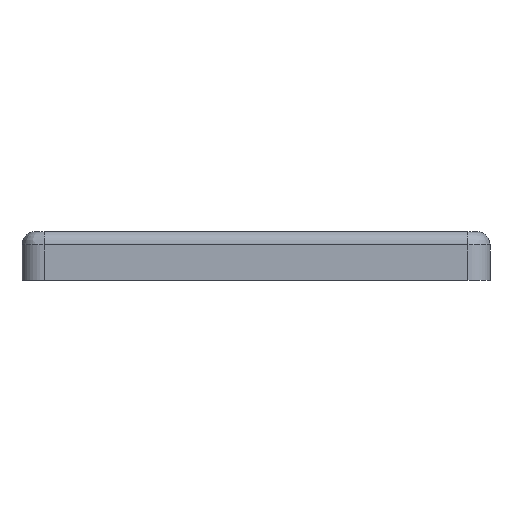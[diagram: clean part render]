
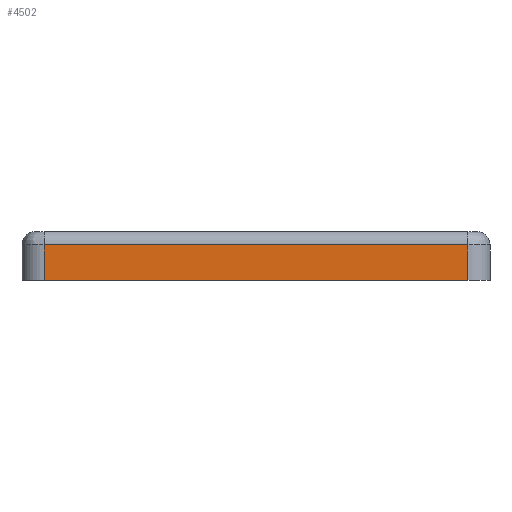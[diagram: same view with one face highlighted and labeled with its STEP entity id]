
A CAD part, front view. The second image highlights one B-rep face of the part: STEP entity #4502.
In plain terms, the highlighted planar face has unit normal (0, -1, 0).
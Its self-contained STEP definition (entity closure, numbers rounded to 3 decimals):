
#262=FACE_OUTER_BOUND('',#530,.T.);
#530=EDGE_LOOP('',(#3732,#3733,#3734,#3735));
#823=LINE('',#6380,#1336);
#1135=LINE('',#7213,#1648);
#1142=LINE('',#7262,#1655);
#1143=LINE('',#7265,#1656);
#1336=VECTOR('',#5099,10.);
#1648=VECTOR('',#5825,10.);
#1655=VECTOR('',#5856,10.);
#1656=VECTOR('',#5861,10.);
#1843=VERTEX_POINT('',#6377);
#1844=VERTEX_POINT('',#6379);
#2148=VERTEX_POINT('',#7207);
#2149=VERTEX_POINT('',#7211);
#2290=EDGE_CURVE('',#1844,#1843,#823,.T.);
#2697=EDGE_CURVE('',#2149,#2148,#1135,.T.);
#2710=EDGE_CURVE('',#2148,#1843,#1142,.T.);
#2711=EDGE_CURVE('',#1844,#2149,#1143,.T.);
#3732=ORIENTED_EDGE('',*,*,#2697,.F.);
#3733=ORIENTED_EDGE('',*,*,#2711,.F.);
#3734=ORIENTED_EDGE('',*,*,#2290,.T.);
#3735=ORIENTED_EDGE('',*,*,#2710,.F.);
#4294=PLANE('',#4865);
#4502=ADVANCED_FACE('',(#262),#4294,.T.);
#4865=AXIS2_PLACEMENT_3D('',#7264,#5859,#5860);
#5099=DIRECTION('',(1.,0.,0.));
#5825=DIRECTION('',(1.,0.,0.));
#5856=DIRECTION('',(0.,0.,-1.));
#5859=DIRECTION('center_axis',(0.,-1.,0.));
#5860=DIRECTION('ref_axis',(1.,0.,0.));
#5861=DIRECTION('',(0.,0.,1.));
#6377=CARTESIAN_POINT('',(85.285,-50.145,0.));
#6379=CARTESIAN_POINT('',(-10.44,-50.145,0.));
#6380=CARTESIAN_POINT('',(-15.44,-50.145,0.));
#7207=CARTESIAN_POINT('',(85.285,-50.145,8.));
#7211=CARTESIAN_POINT('',(-10.44,-50.145,8.));
#7213=CARTESIAN_POINT('',(10.991,-50.145,8.));
#7262=CARTESIAN_POINT('',(85.285,-50.145,0.));
#7264=CARTESIAN_POINT('Origin',(-15.44,-50.145,0.));
#7265=CARTESIAN_POINT('',(-10.44,-50.145,0.));
